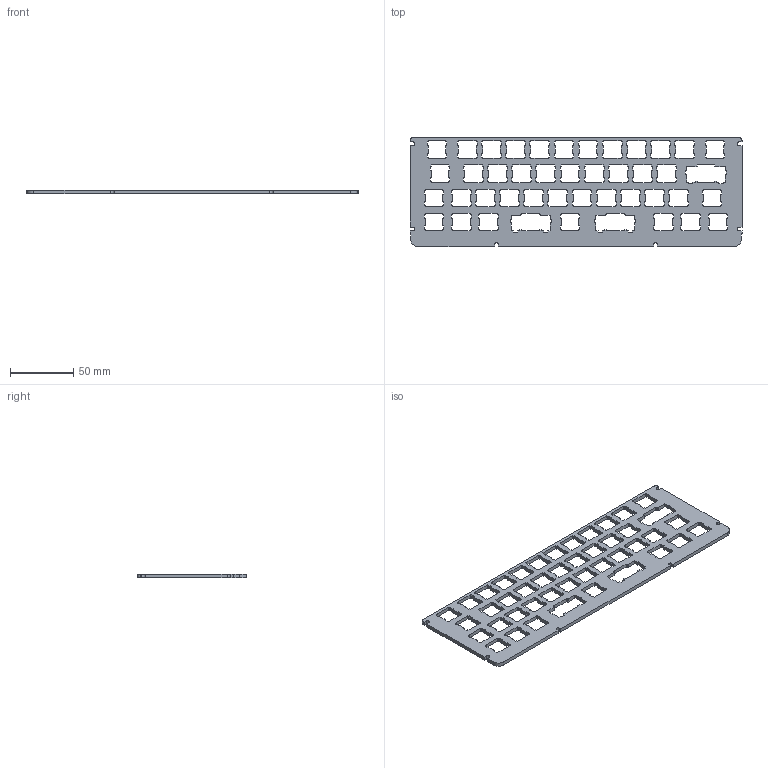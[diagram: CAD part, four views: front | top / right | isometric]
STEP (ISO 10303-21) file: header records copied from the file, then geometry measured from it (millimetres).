
FILE_DESCRIPTION (( 'STEP AP214' ), '1' );
FILE_NAME ('KeyboardPlate.STEP', '2025-05-02T04:55:59', ( '' ), ( '' ), 'SwSTEP 2.0', 'SolidWorks 2025', '' );
FILE_SCHEMA (( 'AUTOMOTIVE_DESIGN' ));
Length unit declared in the file: millimetre
Products named in the file (1): KeyboardPlate
Bounding box: 261.65 x 85.95 x 3 mm (x, y, z)
Volume: 38193.4 mm3; surface area: 36208.4 mm2
Topology: 1 solids, 1 shells, 968 faces, 2898 edges, 1932 vertices
Faces by surface type: plane 954, cylinder 14
Entity records: 32129 total; most frequent: CARTESIAN_POINT 5799, ORIENTED_EDGE 5796, DIRECTION 4864, EDGE_CURVE 2898, VECTOR 2870, LINE 2870, VERTEX_POINT 1932, EDGE_LOOP 1056
